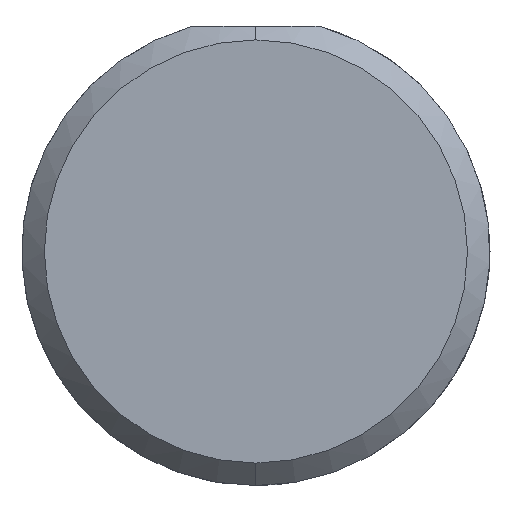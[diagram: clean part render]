
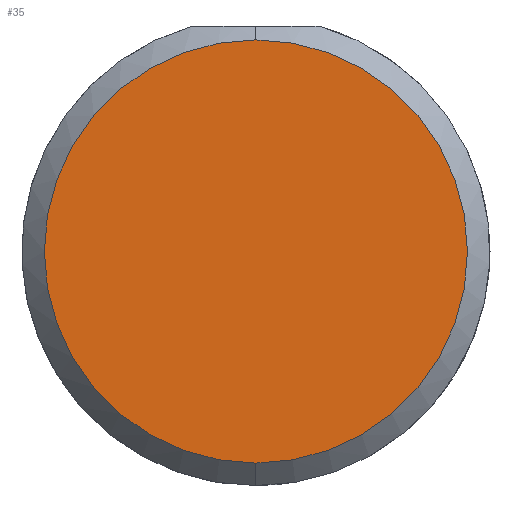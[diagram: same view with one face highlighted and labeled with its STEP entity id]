
A CAD part, left-side view. The second image highlights one B-rep face of the part: STEP entity #35.
In plain terms, the highlighted planar face has unit normal (-1, 0, 0).
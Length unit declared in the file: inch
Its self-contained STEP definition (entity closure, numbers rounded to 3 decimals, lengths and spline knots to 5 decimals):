
#32 = DIRECTION ( 'NONE',  ( 0., 0., -1. ) ) ;
#35 = ADVANCED_FACE ( 'NONE', ( #333 ), #514, .F. ) ;
#54 = DIRECTION ( 'NONE',  ( -1., 0., 0. ) ) ;
#104 = DIRECTION ( 'NONE',  ( -1., 0., 0. ) ) ;
#120 = AXIS2_PLACEMENT_3D ( 'NONE', #289, #104, #32 ) ;
#121 = CARTESIAN_POINT ( 'NONE',  ( 0., 0., -0.1411 ) ) ;
#130 = CARTESIAN_POINT ( 'NONE',  ( 0., 0., 0.1411 ) ) ;
#204 = AXIS2_PLACEMENT_3D ( 'NONE', #431, #54, #563 ) ;
#220 = VERTEX_POINT ( 'NONE', #130 ) ;
#233 = CIRCLE ( 'NONE', #120, 0.1411 ) ;
#267 = DIRECTION ( 'NONE',  ( 1., 0., 0. ) ) ;
#272 = DIRECTION ( 'NONE',  ( 0., 0., -1. ) ) ;
#289 = CARTESIAN_POINT ( 'NONE',  ( 0., 0., 0. ) ) ;
#333 = FACE_OUTER_BOUND ( 'NONE', #774, .T. ) ;
#416 = CIRCLE ( 'NONE', #204, 0.1411 ) ;
#431 = CARTESIAN_POINT ( 'NONE',  ( 0., 0., 0. ) ) ;
#482 = EDGE_CURVE ( 'NONE', #220, #651, #233, .T. ) ;
#508 = ORIENTED_EDGE ( 'NONE', *, *, #698, .T. ) ;
#514 = PLANE ( 'NONE',  #794 ) ;
#522 = CARTESIAN_POINT ( 'NONE',  ( 0., 0., 0. ) ) ;
#563 = DIRECTION ( 'NONE',  ( 0., 0., -1. ) ) ;
#651 = VERTEX_POINT ( 'NONE', #121 ) ;
#698 = EDGE_CURVE ( 'NONE', #651, #220, #416, .T. ) ;
#726 = ORIENTED_EDGE ( 'NONE', *, *, #482, .T. ) ;
#774 = EDGE_LOOP ( 'NONE', ( #508, #726 ) ) ;
#794 = AXIS2_PLACEMENT_3D ( 'NONE', #522, #267, #272 ) ;
